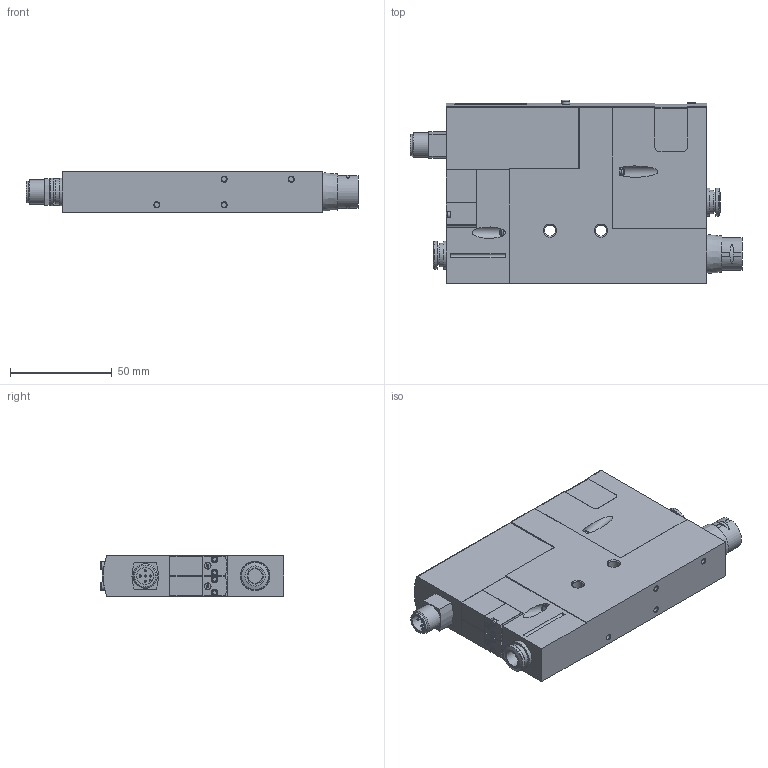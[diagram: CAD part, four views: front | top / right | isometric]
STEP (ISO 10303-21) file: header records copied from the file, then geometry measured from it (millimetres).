
FILE_DESCRIPTION(/* description */ ('STEP AP214'),/* implementation_level */ '2;1');
FILE_NAME(/* name */ '539999_OVEM-14-H-BN-QO-OE-N-2P',/* time_stamp */ '2024-09-13T11:42:44+02:00',/* author */ ('License CC BY-ND 4.0'),/* organization */ ('CADENAS'),/* preprocessor_version */ 'ST-DEVELOPER v19.3',/* originating_system */ 'PARTsolutions',/* authorisation */ ' ');
FILE_SCHEMA (('AUTOMOTIVE_DESIGN {1 0 10303 214 3 1 1}'));
Length unit declared in the file: millimetre
Products named in the file (4): 539999 OVEM-14-H-BN-QO-OE-N-2P; 539999 OVEM-14-H-BN-QO-OE-N-2P_(QO_2P_OE_2)---(b); 172986 QSP14-5/16-U; 704146 07/10/14-SD
Assembly tree (4 placements, depth 2):
  539999 OVEM-14-H-BN-QO-OE-N-2P
    539999 OVEM-14-H-BN-QO-OE-N-2P_(QO_2P_OE_2)---(b)
    172986 QSP14-5/16-U  x2
    704146 07/10/14-SD
Bounding box: 163.1 x 90 x 20.5 mm (x, y, z)
Volume: 220725.4 mm3; surface area: 49019.5 mm2
Topology: 4 solids, 4 shells, 333 faces, 716 edges, 463 vertices
Faces by surface type: plane 168, cylinder 120, cone 27, torus 18
Full cylindrical faces by diameter (mm): 1 x5, 2.459 x4, 3 x4, 3.1 x2, 3.3 x2, 3.4 x2, 4 x4, 5.5 x2, 5.6 x3, 6.5 x2, 6.6 x1, 7 x2, 7.938 x2, 8.3 x1, 8.5 x1, 8.6 x4, 9.5 x1, 10 x2, 10.2 x2, 10.6 x1, 10.8 x4, 11 x2, 11.5 x2, 12 x5, 12.1 x2, 13.7 x4, 14 x2, 14.3 x1, 14.6 x1, 14.95 x1
Entity records: 9876 total; most frequent: CARTESIAN_POINT 1426, DIRECTION 1404, ORIENTED_EDGE 1136, EDGE_CURVE 568, AXIS2_PLACEMENT_3D 555, EDGE_LOOP 468, FACE_BOUND 468, VERTEX_POINT 428
